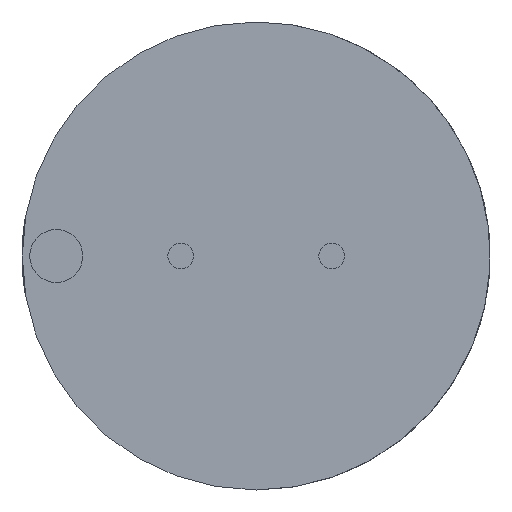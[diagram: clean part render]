
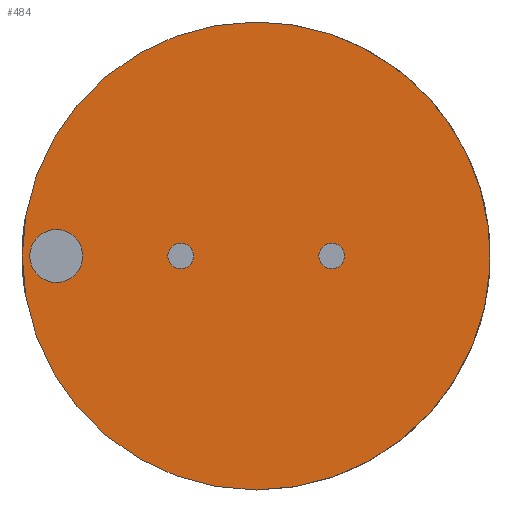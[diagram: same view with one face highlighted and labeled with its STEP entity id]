
A CAD part, left-side view. The second image highlights one B-rep face of the part: STEP entity #484.
In plain terms, the highlighted planar face has unit normal (-1, 0, 0).
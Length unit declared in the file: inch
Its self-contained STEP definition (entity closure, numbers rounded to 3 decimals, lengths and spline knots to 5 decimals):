
#8 = CARTESIAN_POINT ( 'NONE',  ( -1.58, -0.05, 0. ) ) ;
#80 = CIRCLE ( 'NONE', #1158, 0.0085 ) ;
#143 = CIRCLE ( 'NONE', #481, 0.1549 ) ;
#157 = DIRECTION ( 'NONE',  ( 0., 0., 1. ) ) ;
#162 = DIRECTION ( 'NONE',  ( 0., 0.707, -0.707 ) ) ;
#197 = CARTESIAN_POINT ( 'NONE',  ( -1.58, -0.05, -0.0085 ) ) ;
#224 = ORIENTED_EDGE ( 'NONE', *, *, #1126, .F. ) ;
#250 = AXIS2_PLACEMENT_3D ( 'NONE', #1138, #1469, #510 ) ;
#273 = VERTEX_POINT ( 'NONE', #1064 ) ;
#279 = ORIENTED_EDGE ( 'NONE', *, *, #981, .F. ) ;
#314 = CIRCLE ( 'NONE', #389, 0.01751 ) ;
#322 = LINE ( 'NONE', #1563, #1543 ) ;
#352 = CARTESIAN_POINT ( 'NONE',  ( -1.58, 0.1325, 0. ) ) ;
#362 = EDGE_CURVE ( 'NONE', #473, #2022, #817, .T. ) ;
#370 = CIRCLE ( 'NONE', #977, 0.0085 ) ;
#383 = VERTEX_POINT ( 'NONE', #197 ) ;
#389 = AXIS2_PLACEMENT_3D ( 'NONE', #352, #514, #826 ) ;
#405 = ORIENTED_EDGE ( 'NONE', *, *, #1254, .F. ) ;
#418 = CARTESIAN_POINT ( 'NONE',  ( -1.58, -0.12584, 0.09049 ) ) ;
#473 = VERTEX_POINT ( 'NONE', #713 ) ;
#481 = AXIS2_PLACEMENT_3D ( 'NONE', #1432, #626, #1586 ) ;
#484 = ADVANCED_FACE ( 'NONE', ( #1165, #734, #1597, #1966 ), #1377, .F. ) ;
#501 = DIRECTION ( 'NONE',  ( -1., 0., 0. ) ) ;
#510 = DIRECTION ( 'NONE',  ( 0., 0., -1. ) ) ;
#514 = DIRECTION ( 'NONE',  ( -1., 0., 0. ) ) ;
#535 = ORIENTED_EDGE ( 'NONE', *, *, #362, .F. ) ;
#545 = EDGE_CURVE ( 'NONE', #875, #1410, #143, .T. ) ;
#546 = CARTESIAN_POINT ( 'NONE',  ( -1.58, -0.12577, 0.09042 ) ) ;
#566 = EDGE_LOOP ( 'NONE', ( #1605, #1607 ) ) ;
#581 = CARTESIAN_POINT ( 'NONE',  ( -1.58, 0., 0.155 ) ) ;
#599 = DIRECTION ( 'NONE',  ( 0., -0.707, 0.707 ) ) ;
#613 = AXIS2_PLACEMENT_3D ( 'NONE', #1632, #666, #1785 ) ;
#626 = DIRECTION ( 'NONE',  ( -1., 0., 0. ) ) ;
#631 = EDGE_CURVE ( 'NONE', #1341, #642, #1955, .T. ) ;
#642 = VERTEX_POINT ( 'NONE', #1841 ) ;
#661 = CARTESIAN_POINT ( 'NONE',  ( -1.58, -0.05, 0.0085 ) ) ;
#666 = DIRECTION ( 'NONE',  ( 1., 0., 0. ) ) ;
#686 = DIRECTION ( 'NONE',  ( -1., 0., 0. ) ) ;
#698 = EDGE_LOOP ( 'NONE', ( #846, #1625, #405, #224, #535, #744 ) ) ;
#713 = CARTESIAN_POINT ( 'NONE',  ( -1.58, 0., -0.155 ) ) ;
#723 = AXIS2_PLACEMENT_3D ( 'NONE', #904, #2024, #1065 ) ;
#734 = FACE_OUTER_BOUND ( 'NONE', #698, .T. ) ;
#744 = ORIENTED_EDGE ( 'NONE', *, *, #1305, .F. ) ;
#753 = CARTESIAN_POINT ( 'NONE',  ( -1.58, 0.05, 0. ) ) ;
#782 = CIRCLE ( 'NONE', #613, 0.155 ) ;
#801 = VERTEX_POINT ( 'NONE', #418 ) ;
#817 = CIRCLE ( 'NONE', #250, 0.155 ) ;
#826 = DIRECTION ( 'NONE',  ( 0., 0., -1. ) ) ;
#846 = ORIENTED_EDGE ( 'NONE', *, *, #1602, .F. ) ;
#848 = EDGE_LOOP ( 'NONE', ( #867, #1766 ) ) ;
#849 = CARTESIAN_POINT ( 'NONE',  ( -1.58, 0., 0. ) ) ;
#867 = ORIENTED_EDGE ( 'NONE', *, *, #1188, .F. ) ;
#870 = EDGE_CURVE ( 'NONE', #1002, #273, #314, .T. ) ;
#875 = VERTEX_POINT ( 'NONE', #546 ) ;
#904 = CARTESIAN_POINT ( 'NONE',  ( -1.58, -0.05, 0. ) ) ;
#915 = DIRECTION ( 'NONE',  ( 0., 0., 1. ) ) ;
#972 = CARTESIAN_POINT ( 'NONE',  ( -1.58, 0.1325, 0.01751 ) ) ;
#977 = AXIS2_PLACEMENT_3D ( 'NONE', #8, #1095, #157 ) ;
#981 = EDGE_CURVE ( 'NONE', #273, #1002, #1267, .T. ) ;
#993 = CIRCLE ( 'NONE', #1252, 0.155 ) ;
#1000 = VERTEX_POINT ( 'NONE', #661 ) ;
#1002 = VERTEX_POINT ( 'NONE', #972 ) ;
#1006 = DIRECTION ( 'NONE',  ( 0., 0., -1. ) ) ;
#1064 = CARTESIAN_POINT ( 'NONE',  ( -1.58, 0.1325, -0.01751 ) ) ;
#1065 = DIRECTION ( 'NONE',  ( 0., 0., 1. ) ) ;
#1095 = DIRECTION ( 'NONE',  ( -1., 0., 0. ) ) ;
#1126 = EDGE_CURVE ( 'NONE', #2022, #1428, #993, .T. ) ;
#1138 = CARTESIAN_POINT ( 'NONE',  ( -1.58, 0., 0. ) ) ;
#1155 = CARTESIAN_POINT ( 'NONE',  ( -1.58, -0.09042, 0.12577 ) ) ;
#1158 = AXIS2_PLACEMENT_3D ( 'NONE', #753, #1869, #915 ) ;
#1165 = FACE_BOUND ( 'NONE', #1861, .T. ) ;
#1188 = EDGE_CURVE ( 'NONE', #383, #1000, #370, .T. ) ;
#1227 = AXIS2_PLACEMENT_3D ( 'NONE', #1651, #686, #1668 ) ;
#1232 = DIRECTION ( 'NONE',  ( 0., 0., -1. ) ) ;
#1252 = AXIS2_PLACEMENT_3D ( 'NONE', #849, #1965, #1006 ) ;
#1254 = EDGE_CURVE ( 'NONE', #1428, #1410, #1962, .T. ) ;
#1267 = CIRCLE ( 'NONE', #1616, 0.01751 ) ;
#1305 = EDGE_CURVE ( 'NONE', #801, #473, #782, .T. ) ;
#1321 = CARTESIAN_POINT ( 'NONE',  ( -1.58, -0.09049, 0.12584 ) ) ;
#1339 = CIRCLE ( 'NONE', #723, 0.0085 ) ;
#1341 = VERTEX_POINT ( 'NONE', #1928 ) ;
#1370 = DIRECTION ( 'NONE',  ( 1., 0., 0. ) ) ;
#1377 = PLANE ( 'NONE',  #1903 ) ;
#1410 = VERTEX_POINT ( 'NONE', #1155 ) ;
#1428 = VERTEX_POINT ( 'NONE', #1321 ) ;
#1430 = CARTESIAN_POINT ( 'NONE',  ( -1.58, -0.05303, 0.08839 ) ) ;
#1432 = CARTESIAN_POINT ( 'NONE',  ( -1.58, 0., 0. ) ) ;
#1462 = CARTESIAN_POINT ( 'NONE',  ( -1.58, 0.1325, 0. ) ) ;
#1469 = DIRECTION ( 'NONE',  ( 1., 0., 0. ) ) ;
#1536 = VECTOR ( 'NONE', #162, 39.37008 ) ;
#1543 = VECTOR ( 'NONE', #599, 39.37008 ) ;
#1563 = CARTESIAN_POINT ( 'NONE',  ( -1.58, -0.08839, 0.05303 ) ) ;
#1586 = DIRECTION ( 'NONE',  ( 0., 0., 1. ) ) ;
#1597 = FACE_BOUND ( 'NONE', #848, .T. ) ;
#1602 = EDGE_CURVE ( 'NONE', #875, #801, #322, .T. ) ;
#1605 = ORIENTED_EDGE ( 'NONE', *, *, #631, .F. ) ;
#1607 = ORIENTED_EDGE ( 'NONE', *, *, #2039, .F. ) ;
#1616 = AXIS2_PLACEMENT_3D ( 'NONE', #1462, #501, #1619 ) ;
#1619 = DIRECTION ( 'NONE',  ( 0., 0., -1. ) ) ;
#1625 = ORIENTED_EDGE ( 'NONE', *, *, #545, .T. ) ;
#1632 = CARTESIAN_POINT ( 'NONE',  ( -1.58, 0., 0. ) ) ;
#1651 = CARTESIAN_POINT ( 'NONE',  ( -1.58, 0.05, 0. ) ) ;
#1668 = DIRECTION ( 'NONE',  ( 0., 0., 1. ) ) ;
#1715 = CARTESIAN_POINT ( 'NONE',  ( -1.58, 0., 0. ) ) ;
#1766 = ORIENTED_EDGE ( 'NONE', *, *, #2020, .F. ) ;
#1785 = DIRECTION ( 'NONE',  ( 0., 0., -1. ) ) ;
#1808 = ORIENTED_EDGE ( 'NONE', *, *, #870, .F. ) ;
#1841 = CARTESIAN_POINT ( 'NONE',  ( -1.58, 0.05, 0.0085 ) ) ;
#1861 = EDGE_LOOP ( 'NONE', ( #279, #1808 ) ) ;
#1869 = DIRECTION ( 'NONE',  ( -1., 0., 0. ) ) ;
#1903 = AXIS2_PLACEMENT_3D ( 'NONE', #1715, #1370, #1232 ) ;
#1928 = CARTESIAN_POINT ( 'NONE',  ( -1.58, 0.05, -0.0085 ) ) ;
#1955 = CIRCLE ( 'NONE', #1227, 0.0085 ) ;
#1962 = LINE ( 'NONE', #1430, #1536 ) ;
#1965 = DIRECTION ( 'NONE',  ( 1., 0., 0. ) ) ;
#1966 = FACE_BOUND ( 'NONE', #566, .T. ) ;
#2020 = EDGE_CURVE ( 'NONE', #1000, #383, #1339, .T. ) ;
#2022 = VERTEX_POINT ( 'NONE', #581 ) ;
#2024 = DIRECTION ( 'NONE',  ( -1., 0., 0. ) ) ;
#2039 = EDGE_CURVE ( 'NONE', #642, #1341, #80, .T. ) ;
